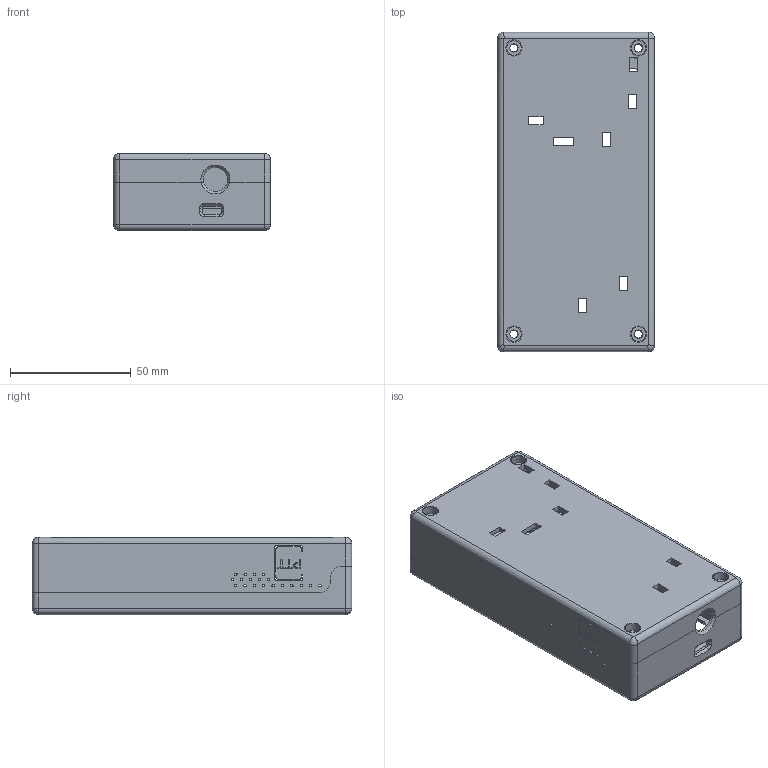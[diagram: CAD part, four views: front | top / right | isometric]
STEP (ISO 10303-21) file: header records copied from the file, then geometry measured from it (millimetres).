
FILE_DESCRIPTION(('FreeCAD Model'),'2;1');
FILE_NAME('Open CASCADE Shape Model','2023-05-22T13:04:09',('Author'),( ''),'Open CASCADE STEP processor 7.6','FreeCAD','Unknown');
FILE_SCHEMA(('AUTOMOTIVE_DESIGN { 1 0 10303 214 1 1 1 1 }'));
Length unit declared in the file: millimetre
Products named in the file (1): Body_case
Bounding box: 65.1 x 132.5 x 32 mm (x, y, z)
Volume: 43297.6 mm3; surface area: 47507.6 mm2
Topology: 2 solids, 2 shells, 452 faces, 1192 edges, 773 vertices
Faces by surface type: plane 213, cylinder 129, extrusion 63, cone 35, bspline 8, sphere 4
Full cylindrical faces by diameter (mm): 1 x38, 2 x6, 3 x1, 3.4 x8, 6.1 x8, 6.7 x4, 7.512 x4
Entity records: 32612 total; most frequent: CARTESIAN_POINT 9114, DIRECTION 4133, VECTOR 2610, LINE 2547, ORIENTED_EDGE 2376, PCURVE 2376, DEFINITIONAL_REPRESENTATION 2376, EDGE_CURVE 1188
